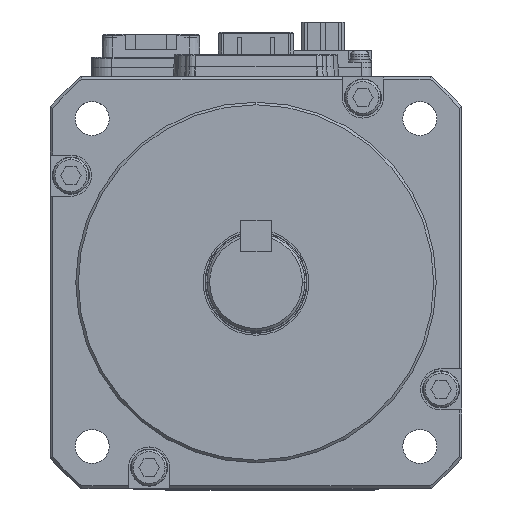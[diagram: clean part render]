
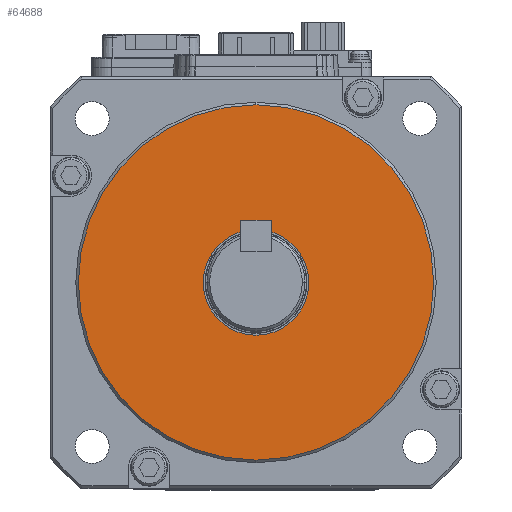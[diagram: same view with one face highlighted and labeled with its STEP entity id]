
A CAD part, top view. The second image highlights one B-rep face of the part: STEP entity #64688.
In plain terms, the highlighted planar face has unit normal (0, 0, 1).
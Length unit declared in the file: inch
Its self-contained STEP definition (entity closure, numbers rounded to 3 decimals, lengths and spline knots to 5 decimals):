
#3208 = VERTEX_POINT ( 'NONE', #44821 ) ;
#4700 = CARTESIAN_POINT ( 'NONE',  ( 0., 0., 2.34252 ) ) ;
#5020 = EDGE_CURVE ( 'NONE', #3208, #44555, #6891, .T. ) ;
#6761 = DIRECTION ( 'NONE',  ( 0., 0., -1. ) ) ;
#6891 = CIRCLE ( 'NONE', #29460, 0.40354 ) ;
#7190 = AXIS2_PLACEMENT_3D ( 'NONE', #28487, #18113, #12168 ) ;
#7734 = ORIENTED_EDGE ( 'NONE', *, *, #30283, .T. ) ;
#12168 = DIRECTION ( 'NONE',  ( 0., -1., 0. ) ) ;
#15019 = FACE_OUTER_BOUND ( 'NONE', #59962, .T. ) ;
#15444 = VERTEX_POINT ( 'NONE', #43080 ) ;
#16237 = EDGE_LOOP ( 'NONE', ( #58699, #7734 ) ) ;
#18113 = DIRECTION ( 'NONE',  ( 0., 0., 1. ) ) ;
#18605 = CARTESIAN_POINT ( 'NONE',  ( 0., 1.35827, 2.34252 ) ) ;
#19512 = ORIENTED_EDGE ( 'NONE', *, *, #27439, .F. ) ;
#19608 = CIRCLE ( 'NONE', #41097, 0.40354 ) ;
#20475 = DIRECTION ( 'NONE',  ( 0., 0., -1. ) ) ;
#21476 = CARTESIAN_POINT ( 'NONE',  ( 0., -0.40354, 2.34252 ) ) ;
#27439 = EDGE_CURVE ( 'NONE', #55659, #15444, #39837, .T. ) ;
#28487 = CARTESIAN_POINT ( 'NONE',  ( 0., 0., 2.34252 ) ) ;
#29460 = AXIS2_PLACEMENT_3D ( 'NONE', #32745, #6761, #58688 ) ;
#29926 = AXIS2_PLACEMENT_3D ( 'NONE', #57645, #36993, #47748 ) ;
#30283 = EDGE_CURVE ( 'NONE', #44555, #3208, #19608, .T. ) ;
#32340 = FACE_BOUND ( 'NONE', #16237, .T. ) ;
#32745 = CARTESIAN_POINT ( 'NONE',  ( 0., 0., 2.34252 ) ) ;
#36993 = DIRECTION ( 'NONE',  ( 0., 0., -1. ) ) ;
#39837 = CIRCLE ( 'NONE', #29926, 1.35827 ) ;
#41097 = AXIS2_PLACEMENT_3D ( 'NONE', #50658, #56158, #66737 ) ;
#43080 = CARTESIAN_POINT ( 'NONE',  ( 0., -1.35827, 2.34252 ) ) ;
#44297 = AXIS2_PLACEMENT_3D ( 'NONE', #4700, #20475, #47383 ) ;
#44555 = VERTEX_POINT ( 'NONE', #21476 ) ;
#44821 = CARTESIAN_POINT ( 'NONE',  ( 0., 0.40354, 2.34252 ) ) ;
#47383 = DIRECTION ( 'NONE',  ( 0., 1., 0. ) ) ;
#47748 = DIRECTION ( 'NONE',  ( 0., 1., 0. ) ) ;
#49390 = PLANE ( 'NONE',  #7190 ) ;
#50515 = EDGE_CURVE ( 'NONE', #15444, #55659, #56024, .T. ) ;
#50658 = CARTESIAN_POINT ( 'NONE',  ( 0., 0., 2.34252 ) ) ;
#50727 = ORIENTED_EDGE ( 'NONE', *, *, #50515, .F. ) ;
#55659 = VERTEX_POINT ( 'NONE', #18605 ) ;
#56024 = CIRCLE ( 'NONE', #44297, 1.35827 ) ;
#56158 = DIRECTION ( 'NONE',  ( 0., 0., -1. ) ) ;
#57645 = CARTESIAN_POINT ( 'NONE',  ( 0., 0., 2.34252 ) ) ;
#58688 = DIRECTION ( 'NONE',  ( 0., 1., 0. ) ) ;
#58699 = ORIENTED_EDGE ( 'NONE', *, *, #5020, .T. ) ;
#59962 = EDGE_LOOP ( 'NONE', ( #19512, #50727 ) ) ;
#64688 = ADVANCED_FACE ( 'NONE', ( #32340, #15019 ), #49390, .T. ) ;
#66737 = DIRECTION ( 'NONE',  ( 0., 1., 0. ) ) ;
